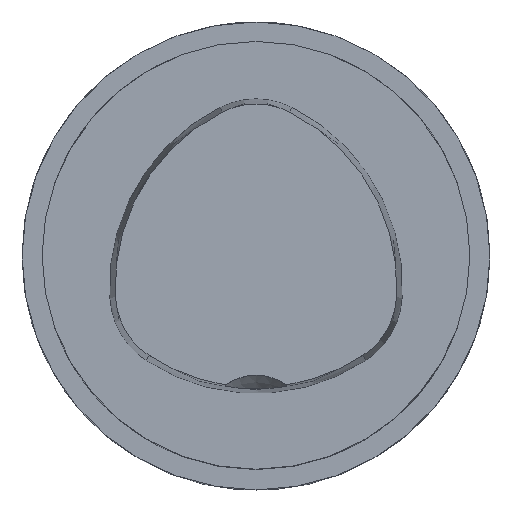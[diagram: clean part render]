
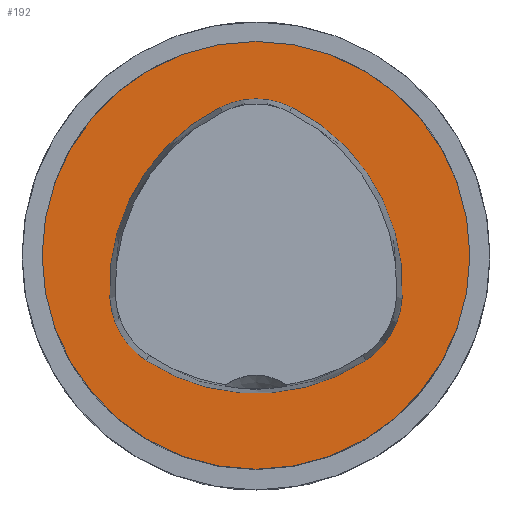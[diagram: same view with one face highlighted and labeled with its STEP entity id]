
A CAD part, top view. The second image highlights one B-rep face of the part: STEP entity #192.
In plain terms, the highlighted planar face has unit normal (0, 0, 1).
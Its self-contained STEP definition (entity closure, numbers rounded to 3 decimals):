
#66=FACE_BOUND('',#329,.T.);
#67=FACE_BOUND('',#330,.T.);
#108=PLANE('',#1230);
#192=ADVANCED_FACE('',(#66,#67),#108,.T.);
#329=EDGE_LOOP('',(#779));
#330=EDGE_LOOP('',(#780,#781,#782,#783,#784,#785));
#483=CIRCLE('',#1181,6.);
#485=CIRCLE('',#1184,15.);
#487=CIRCLE('',#1187,6.);
#489=CIRCLE('',#1190,15.);
#490=CIRCLE('',#1192,6.);
#492=CIRCLE('',#1195,15.);
#499=CIRCLE('',#1229,16.);
#779=ORIENTED_EDGE('',*,*,#1061,.F.);
#780=ORIENTED_EDGE('',*,*,#1011,.T.);
#781=ORIENTED_EDGE('',*,*,#1026,.T.);
#782=ORIENTED_EDGE('',*,*,#1023,.T.);
#783=ORIENTED_EDGE('',*,*,#1021,.T.);
#784=ORIENTED_EDGE('',*,*,#1018,.T.);
#785=ORIENTED_EDGE('',*,*,#1015,.T.);
#879=VERTEX_POINT('',#1857);
#880=VERTEX_POINT('',#1858);
#883=VERTEX_POINT('',#1866);
#885=VERTEX_POINT('',#1872);
#886=VERTEX_POINT('',#1877);
#887=VERTEX_POINT('',#1881);
#909=VERTEX_POINT('',#1961);
#1011=EDGE_CURVE('',#879,#880,#483,.T.);
#1015=EDGE_CURVE('',#883,#879,#485,.T.);
#1018=EDGE_CURVE('',#885,#883,#487,.T.);
#1021=EDGE_CURVE('',#886,#885,#489,.T.);
#1023=EDGE_CURVE('',#887,#886,#490,.T.);
#1026=EDGE_CURVE('',#880,#887,#492,.T.);
#1061=EDGE_CURVE('',#909,#909,#499,.T.);
#1181=AXIS2_PLACEMENT_3D('',#1856,#1404,#1405);
#1184=AXIS2_PLACEMENT_3D('',#1865,#1412,#1413);
#1187=AXIS2_PLACEMENT_3D('',#1871,#1419,#1420);
#1190=AXIS2_PLACEMENT_3D('',#1876,#1426,#1427);
#1192=AXIS2_PLACEMENT_3D('',#1880,#1431,#1432);
#1195=AXIS2_PLACEMENT_3D('',#1886,#1438,#1439);
#1229=AXIS2_PLACEMENT_3D('',#1960,#1526,#1527);
#1230=AXIS2_PLACEMENT_3D('',#1962,#1528,#1529);
#1404=DIRECTION('',(0.,0.,-1.));
#1405=DIRECTION('',(0.,1.,0.));
#1412=DIRECTION('',(0.,0.,-1.));
#1413=DIRECTION('',(-0.866,0.5,0.));
#1419=DIRECTION('',(0.,0.,-1.));
#1420=DIRECTION('',(-0.866,-0.5,0.));
#1426=DIRECTION('',(0.,0.,-1.));
#1427=DIRECTION('',(0.,-1.,0.));
#1431=DIRECTION('',(0.,0.,-1.));
#1432=DIRECTION('',(0.866,-0.5,0.));
#1438=DIRECTION('',(0.,0.,-1.));
#1439=DIRECTION('',(0.866,0.5,0.));
#1526=DIRECTION('',(0.,0.,-1.));
#1527=DIRECTION('',(-1.,0.,0.));
#1528=DIRECTION('',(0.,0.,1.));
#1529=DIRECTION('',(0.,-1.,0.));
#1856=CARTESIAN_POINT('',(0.,5.7,0.));
#1857=CARTESIAN_POINT('',(-2.699,11.058,0.));
#1858=CARTESIAN_POINT('',(2.699,11.058,0.));
#1865=CARTESIAN_POINT('',(4.049,-2.338,0.));
#1866=CARTESIAN_POINT('',(-10.927,-3.192,0.));
#1871=CARTESIAN_POINT('',(-4.936,-2.85,0.));
#1872=CARTESIAN_POINT('',(-8.227,-7.867,0.));
#1876=CARTESIAN_POINT('',(0.,4.675,0.));
#1877=CARTESIAN_POINT('',(8.227,-7.867,0.));
#1880=CARTESIAN_POINT('',(4.936,-2.85,0.));
#1881=CARTESIAN_POINT('',(10.927,-3.192,0.));
#1886=CARTESIAN_POINT('',(-4.049,-2.338,0.));
#1960=CARTESIAN_POINT('',(0.,0.,0.));
#1961=CARTESIAN_POINT('',(-16.,0.,0.));
#1962=CARTESIAN_POINT('',(-8.,0.,0.));
